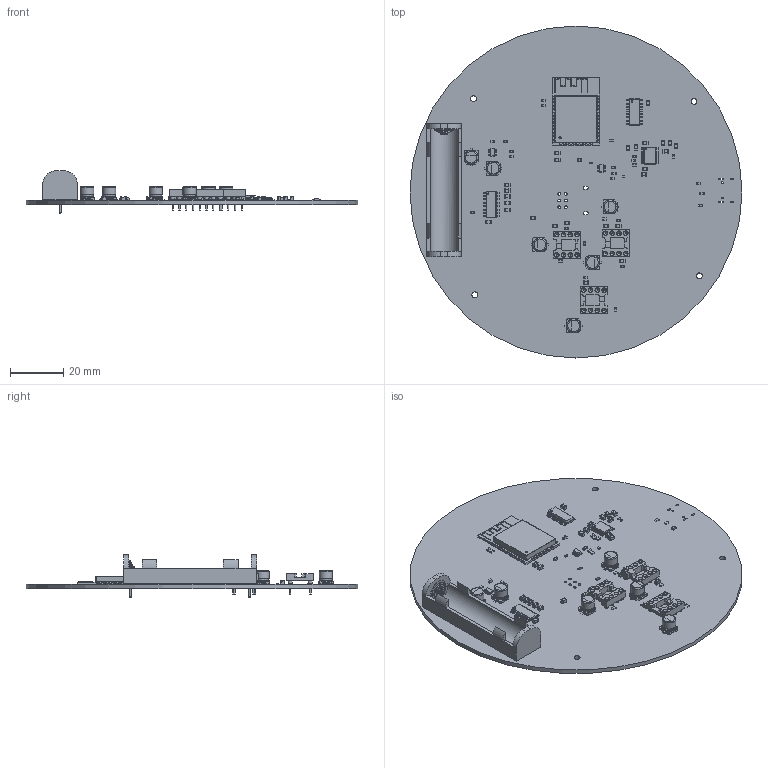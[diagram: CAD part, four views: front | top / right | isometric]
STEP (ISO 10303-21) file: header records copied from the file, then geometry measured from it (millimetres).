
FILE_DESCRIPTION(('KiCad electronic assembly'),'2;1');
FILE_NAME('head_phone_proj.step','2025-06-24T03:34:48',('Pcbnew'),( 'Kicad'),'Open CASCADE STEP processor 7.8','KiCad to STEP converter' ,'Unknown');
FILE_SCHEMA(('AUTOMOTIVE_DESIGN { 1 0 10303 214 1 1 1 1 }'));
Length unit declared in the file: millimetre
Products named in the file (32): head_phone_proj 1; C_0805_2012Metric; R_0603_1608Metric; CP_Elec_5x5.3; CP_Elec_5x53; LED_0603_1608Metric; D_0603_1608Metric; D_0603; TSOT-23-6; TSOT_23_6; DIP-8_W7.62mm_Socket; DIP_8_W762mm_Socket; ESP32-WROOM-32; SOT-23-6; SOT_23_6; SOP-16_3.9x9.9mm_P1.27mm; SOIC-16_3.9x9.9mm_P1.27mm; SOIC_16_39x99mm_P127mm; BatteryHolder_Keystone_2466_1xAAA; Keystone_2466_1xAAA; L_0603_1608Metric; C_0402_1005Metric; TSSOP-20_4.4x6.5mm_P0.65mm; TSSOP_20_44x65mm_P065mm; _autosave-head_phone_proj_PCB
Assembly tree (86 placements, depth 3):
  head_phone_proj 1
    C_0805_2012Metric  x25
      C_0805_2012Metric
    R_0603_1608Metric  x21
      R_0603_1608Metric
    CP_Elec_5x5.3  x6
      CP_Elec_5x53
    LED_0603_1608Metric  x2
      LED_0603_1608Metric
    D_0603_1608Metric  x3
      D_0603
    TSOT-23-6
      TSOT_23_6
    DIP-8_W7.62mm_Socket  x3
      DIP_8_W762mm_Socket
    ESP32-WROOM-32
      ESP32-WROOM-32
    SOT-23-6
      SOT_23_6
    SOP-16_3.9x9.9mm_P1.27mm
      SOP-16_3.9x9.9mm_P1.27mm
    SOIC-16_3.9x9.9mm_P1.27mm
      SOIC_16_39x99mm_P127mm
    BatteryHolder_Keystone_2466_1xAAA
      Keystone_2466_1xAAA
    L_0603_1608Metric
      L_0603_1608Metric
    C_0402_1005Metric  x2
      C_0402_1005Metric
    TSSOP-20_4.4x6.5mm_P0.65mm
      TSSOP_20_44x65mm_P065mm
    _autosave-head_phone_proj_PCB
Bounding box: 124.65 x 124.65 x 16 mm (x, y, z)
Volume: 23853.1 mm3; surface area: 32466.8 mm2
Topology: 76 solids, 77 shells, 4196 faces, 10683 edges, 6828 vertices
Faces by surface type: plane 2747, cylinder 1169, bspline 172, cone 72, torus 24, revolution 8, sphere 4
Full cylindrical faces by diameter (mm): 0.02 x1, 0.2 x12, 0.5 x1, 0.508 x48, 0.6 x1, 0.65 x2, 0.8 x28, 1 x6, 1.02 x2, 1.4 x1, 1.524 x24, 1.724 x24, 2.2 x4, 2.8 x2, 4.2 x2, 5 x12, 5.6 x2, 7 x1, 124.654 x1
Entity records: 89106 total; most frequent: CARTESIAN_POINT 13435, ORIENTED_EDGE 12334, DIRECTION 11985, EDGE_CURVE 6167, LINE 4636, VECTOR 4636, VERTEX_POINT 3883, AXIS2_PLACEMENT_3D 3673
